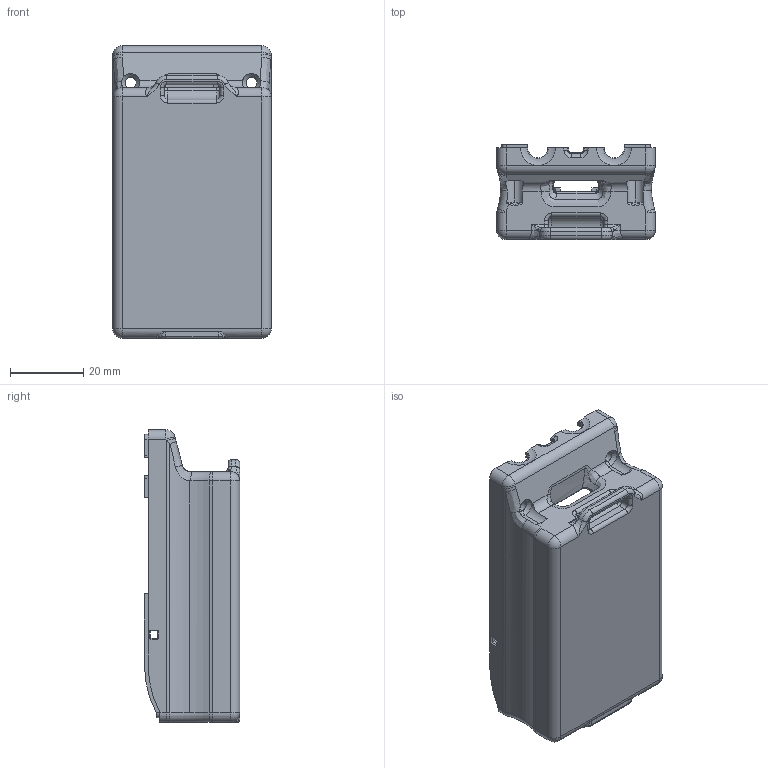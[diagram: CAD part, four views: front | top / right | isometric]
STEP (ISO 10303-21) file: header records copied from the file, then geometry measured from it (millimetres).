
FILE_DESCRIPTION (( 'STEP AP203' ), '1' );
FILE_NAME ('7146_Tympan_Rev-F_Bottom_Case.STEP', '2024-09-04T17:44:29', ( '' ), ( '' ), 'SwSTEP 2.0', 'SolidWorks 2023', '' );
FILE_SCHEMA (( 'CONFIG_CONTROL_DESIGN' ));
Length unit declared in the file: inch
Products named in the file (1): 7146_Tympan_Rev-F_Bottom_Case
Bounding box: 43.24 x 26.01 x 79.8 mm (x, y, z)
Volume: 14354.1 mm3; surface area: 17123 mm2
Topology: 1 solids, 1 shells, 531 faces, 1419 edges, 858 vertices
Faces by surface type: plane 168, cylinder 161, bspline 106, torus 60, cone 24, sphere 12
Entity records: 25995 total; most frequent: CARTESIAN_POINT 13461, ORIENTED_EDGE 2794, DIRECTION 2454, EDGE_CURVE 1397, AXIS2_PLACEMENT_3D 910, VERTEX_POINT 858, LINE 634, VECTOR 634
